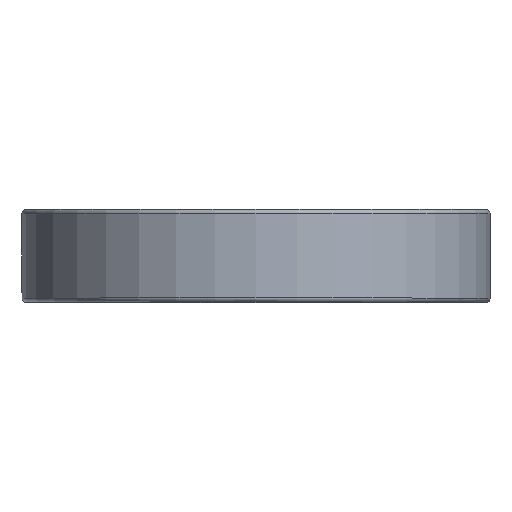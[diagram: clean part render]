
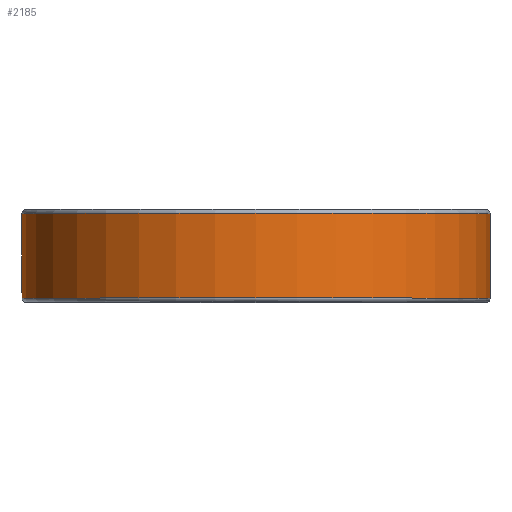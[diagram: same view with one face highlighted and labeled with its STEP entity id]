
A CAD part, top view. The second image highlights one B-rep face of the part: STEP entity #2185.
In plain terms, the highlighted cylindrical face has radius 44.082 mm (diameter 88.163 mm), a partial arc.
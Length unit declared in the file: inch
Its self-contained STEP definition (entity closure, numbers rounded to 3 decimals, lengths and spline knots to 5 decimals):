
#2 = CARTESIAN_POINT ( 'NONE',  ( 1.7355, 0.31375, 0. ) ) ;
#59 = CARTESIAN_POINT ( 'NONE',  ( 0., 0.3125, 0. ) ) ;
#63 = DIRECTION ( 'NONE',  ( 0., 0., -1. ) ) ;
#112 = CARTESIAN_POINT ( 'NONE',  ( 1.7355, -0.31375, 0. ) ) ;
#252 = DIRECTION ( 'NONE',  ( 0., -1., 0. ) ) ;
#340 = AXIS2_PLACEMENT_3D ( 'NONE', #2353, #1197, #63 ) ;
#343 = EDGE_CURVE ( 'NONE', #2062, #1458, #2125, .T. ) ;
#424 = LINE ( 'NONE', #2, #1903 ) ;
#795 = CARTESIAN_POINT ( 'NONE',  ( 0., -0.31375, -1.7355 ) ) ;
#898 = CARTESIAN_POINT ( 'NONE',  ( 0., 0.31375, -1.7355 ) ) ;
#999 = CARTESIAN_POINT ( 'NONE',  ( 1.7355, 0.31375, 0. ) ) ;
#1003 = CIRCLE ( 'NONE', #340, 1.7355 ) ;
#1108 = VECTOR ( 'NONE', #2088, 39.37008 ) ;
#1197 = DIRECTION ( 'NONE',  ( 0., -1., 0. ) ) ;
#1206 = DIRECTION ( 'NONE',  ( 0., 0., -1. ) ) ;
#1234 = EDGE_CURVE ( 'NONE', #1406, #2062, #1003, .T. ) ;
#1386 = CYLINDRICAL_SURFACE ( 'NONE', #1683, 1.7355 ) ;
#1405 = CARTESIAN_POINT ( 'NONE',  ( 0., 0.31375, 0. ) ) ;
#1406 = VERTEX_POINT ( 'NONE', #112 ) ;
#1458 = VERTEX_POINT ( 'NONE', #898 ) ;
#1494 = EDGE_LOOP ( 'NONE', ( #2097, #1969, #2084, #2442 ) ) ;
#1527 = DIRECTION ( 'NONE',  ( 0., 1., 0. ) ) ;
#1586 = EDGE_CURVE ( 'NONE', #2136, #1458, #2162, .T. ) ;
#1596 = DIRECTION ( 'NONE',  ( 0., 0., -1. ) ) ;
#1611 = AXIS2_PLACEMENT_3D ( 'NONE', #1405, #252, #1596 ) ;
#1683 = AXIS2_PLACEMENT_3D ( 'NONE', #59, #1980, #1206 ) ;
#1903 = VECTOR ( 'NONE', #1527, 39.37008 ) ;
#1910 = EDGE_CURVE ( 'NONE', #1406, #2136, #424, .T. ) ;
#1969 = ORIENTED_EDGE ( 'NONE', *, *, #1586, .T. ) ;
#1980 = DIRECTION ( 'NONE',  ( 0., -1., 0. ) ) ;
#2062 = VERTEX_POINT ( 'NONE', #795 ) ;
#2067 = CARTESIAN_POINT ( 'NONE',  ( 0., 0.31375, -1.7355 ) ) ;
#2084 = ORIENTED_EDGE ( 'NONE', *, *, #343, .F. ) ;
#2088 = DIRECTION ( 'NONE',  ( 0., 1., 0. ) ) ;
#2097 = ORIENTED_EDGE ( 'NONE', *, *, #1910, .T. ) ;
#2125 = LINE ( 'NONE', #2067, #1108 ) ;
#2136 = VERTEX_POINT ( 'NONE', #999 ) ;
#2151 = FACE_OUTER_BOUND ( 'NONE', #1494, .T. ) ;
#2162 = CIRCLE ( 'NONE', #1611, 1.7355 ) ;
#2185 = ADVANCED_FACE ( 'NONE', ( #2151 ), #1386, .T. ) ;
#2353 = CARTESIAN_POINT ( 'NONE',  ( 0., -0.31375, 0. ) ) ;
#2442 = ORIENTED_EDGE ( 'NONE', *, *, #1234, .F. ) ;
